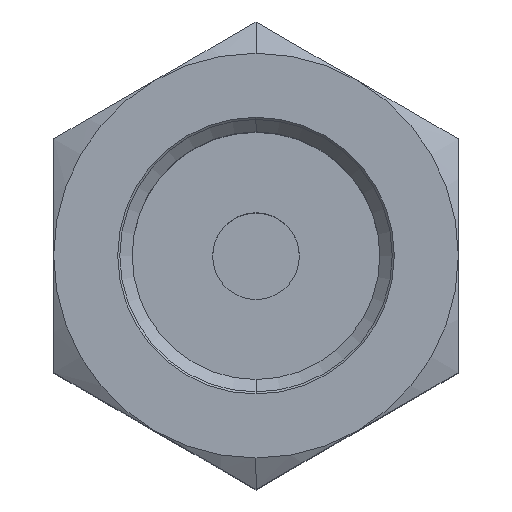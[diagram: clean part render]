
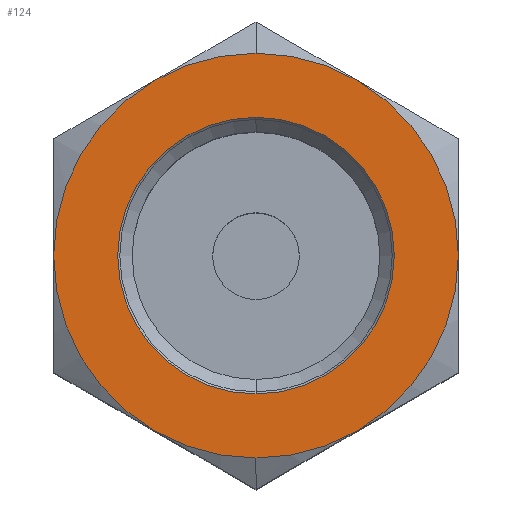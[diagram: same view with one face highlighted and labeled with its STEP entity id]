
A CAD part, top view. The second image highlights one B-rep face of the part: STEP entity #124.
In plain terms, the highlighted planar face has unit normal (0, 0, 1).
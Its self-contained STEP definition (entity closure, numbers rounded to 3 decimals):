
#124=ADVANCED_FACE('',(#254,#255),#256,.T.);
#254=FACE_OUTER_BOUND('',#420,.T.);
#255=FACE_BOUND('',#421,.T.);
#256=PLANE('',#422);
#420=EDGE_LOOP('',(#913,#914,#915,#916,#917,#918,#919,#920));
#421=EDGE_LOOP('',(#921,#922));
#422=AXIS2_PLACEMENT_3D('',#923,#924,#925);
#913=ORIENTED_EDGE('',*,*,#1164,.T.);
#914=ORIENTED_EDGE('',*,*,#1163,.T.);
#915=ORIENTED_EDGE('',*,*,#1050,.T.);
#916=ORIENTED_EDGE('',*,*,#1162,.T.);
#917=ORIENTED_EDGE('',*,*,#1161,.T.);
#918=ORIENTED_EDGE('',*,*,#1160,.T.);
#919=ORIENTED_EDGE('',*,*,#1159,.T.);
#920=ORIENTED_EDGE('',*,*,#1054,.T.);
#921=ORIENTED_EDGE('',*,*,#1047,.T.);
#922=ORIENTED_EDGE('',*,*,#1165,.T.);
#923=CARTESIAN_POINT('',(0.0,0.0,13.5));
#924=DIRECTION('',(0.0,0.0,1.0));
#925=DIRECTION('',(1.0,-0.0,0.0));
#1047=EDGE_CURVE('',#1407,#1405,#1408,.T.);
#1050=EDGE_CURVE('',#1413,#1410,#1414,.T.);
#1054=EDGE_CURVE('',#1417,#1419,#1421,.T.);
#1159=EDGE_CURVE('',#1563,#1417,#1586,.T.);
#1160=EDGE_CURVE('',#1568,#1563,#1587,.T.);
#1161=EDGE_CURVE('',#1573,#1568,#1588,.T.);
#1162=EDGE_CURVE('',#1410,#1573,#1589,.T.);
#1163=EDGE_CURVE('',#1580,#1413,#1590,.T.);
#1164=EDGE_CURVE('',#1419,#1580,#1591,.T.);
#1165=EDGE_CURVE('',#1405,#1407,#1592,.T.);
#1405=VERTEX_POINT('',#1706);
#1407=VERTEX_POINT('',#1709);
#1408=CIRCLE('',#1710,4.783);
#1410=VERTEX_POINT('',#1713);
#1413=VERTEX_POINT('',#1717);
#1414=CIRCLE('',#1718,7.0);
#1417=VERTEX_POINT('',#1728);
#1419=VERTEX_POINT('',#1731);
#1421=CIRCLE('',#1740,7.0);
#1563=VERTEX_POINT('',#2224);
#1568=VERTEX_POINT('',#2244);
#1573=VERTEX_POINT('',#2264);
#1580=VERTEX_POINT('',#2294);
#1586=CIRCLE('',#2322,7.0);
#1587=CIRCLE('',#2323,7.0);
#1588=CIRCLE('',#2324,7.0);
#1589=CIRCLE('',#2325,7.0);
#1590=CIRCLE('',#2326,7.0);
#1591=CIRCLE('',#2327,7.0);
#1592=CIRCLE('',#2328,4.783);
#1706=CARTESIAN_POINT('',(0.,4.783,13.5));
#1709=CARTESIAN_POINT('',(0.0,-4.783,13.5));
#1710=AXIS2_PLACEMENT_3D('',#2480,#2481,#2482);
#1713=CARTESIAN_POINT('',(0.,7.0,13.5));
#1717=CARTESIAN_POINT('',(3.5,6.062,13.5));
#1718=AXIS2_PLACEMENT_3D('',#2485,#2486,#2487);
#1728=CARTESIAN_POINT('',(0.,-7.0,13.5));
#1731=CARTESIAN_POINT('',(3.5,-6.062,13.5));
#1740=AXIS2_PLACEMENT_3D('',#2489,#2490,#2491);
#2224=CARTESIAN_POINT('',(-3.5,-6.062,13.5));
#2244=CARTESIAN_POINT('',(-7.0,0.,13.5));
#2264=CARTESIAN_POINT('',(-3.5,6.062,13.5));
#2294=CARTESIAN_POINT('',(7.0,0.,13.5));
#2322=AXIS2_PLACEMENT_3D('',#2612,#2613,#2614);
#2323=AXIS2_PLACEMENT_3D('',#2615,#2616,#2617);
#2324=AXIS2_PLACEMENT_3D('',#2618,#2619,#2620);
#2325=AXIS2_PLACEMENT_3D('',#2621,#2622,#2623);
#2326=AXIS2_PLACEMENT_3D('',#2624,#2625,#2626);
#2327=AXIS2_PLACEMENT_3D('',#2627,#2628,#2629);
#2328=AXIS2_PLACEMENT_3D('',#2630,#2631,#2632);
#2480=CARTESIAN_POINT('',(0.0,0.0,13.5));
#2481=DIRECTION('',(0.0,0.0,-1.0));
#2482=DIRECTION('',(0.0,1.0,0.0));
#2485=CARTESIAN_POINT('',(0.0,0.0,13.5));
#2486=DIRECTION('',(0.0,-0.0,1.0));
#2487=DIRECTION('',(0.5,0.866,0.0));
#2489=CARTESIAN_POINT('',(0.0,0.0,13.5));
#2490=DIRECTION('',(0.0,0.0,1.0));
#2491=DIRECTION('',(-0.5,-0.866,0.0));
#2612=CARTESIAN_POINT('',(0.0,0.0,13.5));
#2613=DIRECTION('',(0.0,0.0,1.0));
#2614=DIRECTION('',(-0.5,-0.866,0.0));
#2615=CARTESIAN_POINT('',(0.0,0.0,13.5));
#2616=DIRECTION('',(0.0,0.0,1.0));
#2617=DIRECTION('',(-1.0,0.,0.0));
#2618=CARTESIAN_POINT('',(0.0,0.0,13.5));
#2619=DIRECTION('',(0.0,0.0,1.0));
#2620=DIRECTION('',(-0.5,0.866,0.0));
#2621=CARTESIAN_POINT('',(0.0,0.0,13.5));
#2622=DIRECTION('',(0.0,-0.0,1.0));
#2623=DIRECTION('',(0.5,0.866,0.0));
#2624=CARTESIAN_POINT('',(0.0,0.0,13.5));
#2625=DIRECTION('',(0.0,0.0,1.0));
#2626=DIRECTION('',(1.0,0.,0.0));
#2627=CARTESIAN_POINT('',(0.0,0.0,13.5));
#2628=DIRECTION('',(0.0,0.0,1.0));
#2629=DIRECTION('',(0.5,-0.866,0.0));
#2630=CARTESIAN_POINT('',(0.0,0.0,13.5));
#2631=DIRECTION('',(0.0,0.0,-1.0));
#2632=DIRECTION('',(0.0,1.0,0.0));
